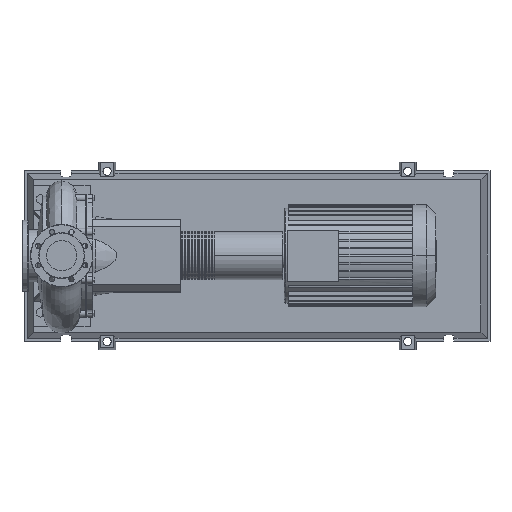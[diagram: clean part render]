
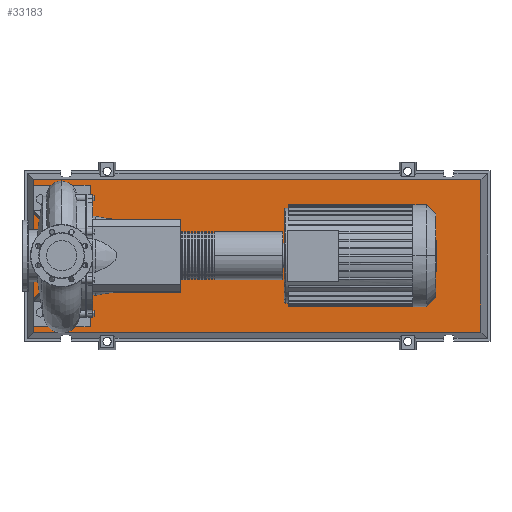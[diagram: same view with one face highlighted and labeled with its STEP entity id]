
A CAD part, top view. The second image highlights one B-rep face of the part: STEP entity #33183.
In plain terms, the highlighted planar face has unit normal (0, 0, 1).
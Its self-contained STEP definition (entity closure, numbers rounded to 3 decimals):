
#32864=CARTESIAN_POINT('',(1478.185,-268.185,123.0));
#32865=VERTEX_POINT('',#32864);
#32872=CARTESIAN_POINT('',(-98.185,-268.185,123.0));
#32873=VERTEX_POINT('',#32872);
#32874=CARTESIAN_POINT('',(1478.185,-268.185,123.0));
#32875=DIRECTION('',(-1.0,0.0,0.0));
#32876=VECTOR('',#32875,1576.37);
#32877=LINE('',#32874,#32876);
#32878=EDGE_CURVE('',#32865,#32873,#32877,.T.);
#33096=CARTESIAN_POINT('',(1478.185,268.185,123.0));
#33097=VERTEX_POINT('',#33096);
#33098=CARTESIAN_POINT('',(1478.185,268.185,123.0));
#33099=DIRECTION('',(0.0,-1.0,0.0));
#33100=VECTOR('',#33099,536.37);
#33101=LINE('',#33098,#33100);
#33102=EDGE_CURVE('',#33097,#32865,#33101,.T.);
#33120=CARTESIAN_POINT('',(-98.185,268.185,123.0));
#33121=VERTEX_POINT('',#33120);
#33122=CARTESIAN_POINT('',(-98.185,-268.185,123.0));
#33123=DIRECTION('',(0.0,1.0,0.0));
#33124=VECTOR('',#33123,536.37);
#33125=LINE('',#33122,#33124);
#33126=EDGE_CURVE('',#32873,#33121,#33125,.T.);
#33159=CARTESIAN_POINT('',(-98.185,268.185,123.0));
#33160=DIRECTION('',(1.0,0.0,0.0));
#33161=VECTOR('',#33160,1576.37);
#33162=LINE('',#33159,#33161);
#33163=EDGE_CURVE('',#33121,#33097,#33162,.T.);
#33172=CARTESIAN_POINT('',(690.,0.,123.0));
#33173=DIRECTION('',(0.0,0.0,1.0));
#33174=DIRECTION('',(1.0,0.0,0.0));
#33175=AXIS2_PLACEMENT_3D('',#33172,#33173,#33174);
#33176=PLANE('',#33175);
#33177=ORIENTED_EDGE('',*,*,#33102,.F.);
#33178=ORIENTED_EDGE('',*,*,#33163,.F.);
#33179=ORIENTED_EDGE('',*,*,#33126,.F.);
#33180=ORIENTED_EDGE('',*,*,#32878,.F.);
#33181=EDGE_LOOP('',(#33177,#33178,#33179,#33180));
#33182=FACE_OUTER_BOUND('',#33181,.T.);
#33183=ADVANCED_FACE('',(#33182),#33176,.T.);
